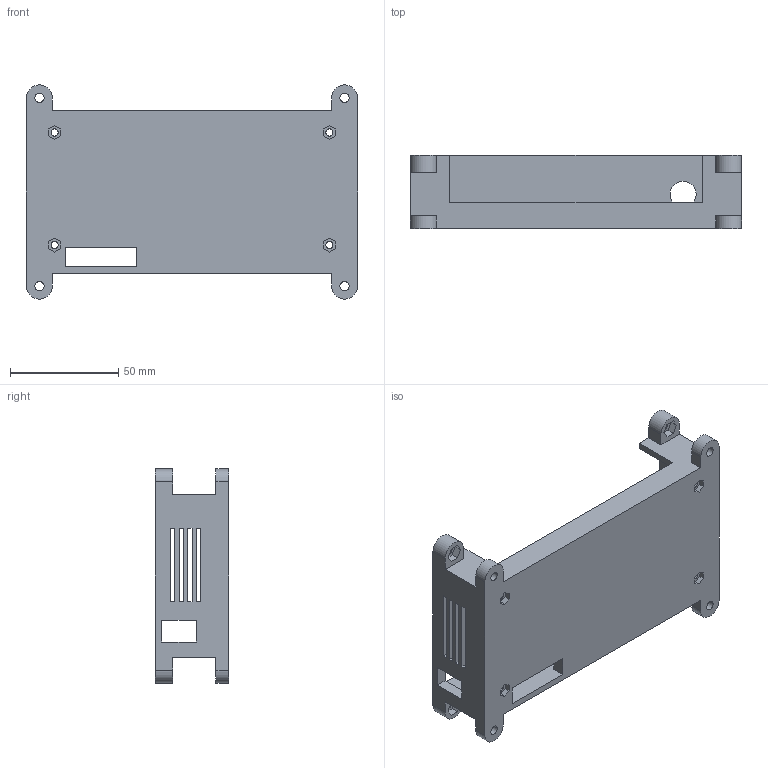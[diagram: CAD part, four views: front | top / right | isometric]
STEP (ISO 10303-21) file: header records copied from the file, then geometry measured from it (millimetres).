
FILE_DESCRIPTION((''),'2;1');
FILE_NAME('GEHAEUSE_1','2014-06-12T',('dschoenberger'),('gz concept GmbH'),'PRO/ENGINEER BY PARAMETRIC TECHNOLOGY CORPORATION, 2012010','PRO/ENGINEER BY PARAMETRIC TECHNOLOGY CORPORATION, 2012010','');
FILE_SCHEMA(('AUTOMOTIVE_DESIGN { 1 2 10303 214 0 1 1 1 }'));
Length unit declared in the file: millimetre
Products named in the file (1): GEHAEUSE_1
Bounding box: 153 x 34 x 99 mm (x, y, z)
Volume: 107131.3 mm3; surface area: 51406.5 mm2
Topology: 1 solids, 1 shells, 179 faces, 500 edges, 332 vertices
Faces by surface type: plane 137, cylinder 42
Entity records: 7392 total; most frequent: CARTESIAN_POINT 1013, ORIENTED_EDGE 1000, DIRECTION 942, PRESENTATION_STYLE_ASSIGNMENT 501, STYLED_ITEM 501, CURVE_STYLE 500, EDGE_CURVE 500, VECTOR 416
